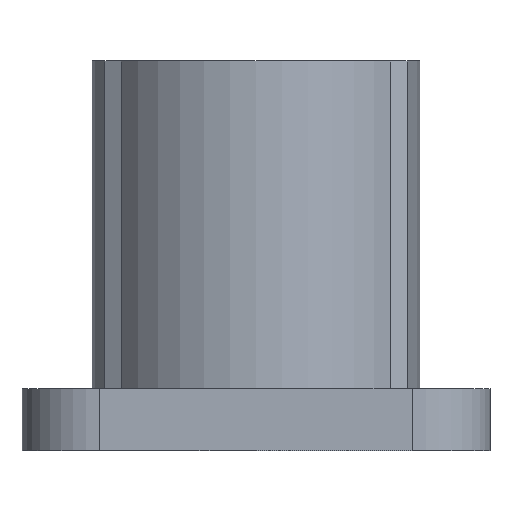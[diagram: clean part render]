
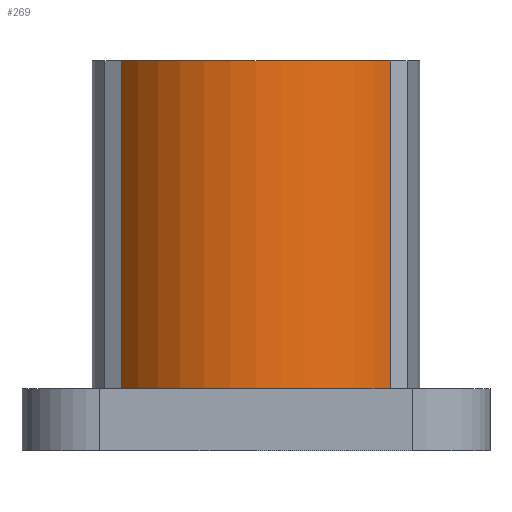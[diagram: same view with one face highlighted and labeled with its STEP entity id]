
A CAD part, left-side view. The second image highlights one B-rep face of the part: STEP entity #269.
In plain terms, the highlighted cylindrical face has radius 21 mm (diameter 42 mm), a partial arc.
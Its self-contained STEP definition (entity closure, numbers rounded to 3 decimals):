
#269 = ADVANCED_FACE( '', ( #579 ), #580, .T. );
#579 = FACE_OUTER_BOUND( '', #903, .T. );
#580 = CYLINDRICAL_SURFACE( '', #904, 21. );
#903 = EDGE_LOOP( '', ( #1667, #1668, #1669, #1670 ) );
#904 = AXIS2_PLACEMENT_3D( '', #1671, #1672, #1673 );
#1667 = ORIENTED_EDGE( '', *, *, #2034, .T. );
#1668 = ORIENTED_EDGE( '', *, *, #2127, .F. );
#1669 = ORIENTED_EDGE( '', *, *, #1993, .F. );
#1670 = ORIENTED_EDGE( '', *, *, #2100, .T. );
#1671 = CARTESIAN_POINT( '', ( 0., 0., 50. ) );
#1672 = DIRECTION( '', ( 0., 0., 1. ) );
#1673 = DIRECTION( '', ( -1., 0., 0. ) );
#1993 = EDGE_CURVE( '', #2440, #2442, #2443, .T. );
#2034 = EDGE_CURVE( '', #2505, #2503, #2506, .T. );
#2100 = EDGE_CURVE( '', #2440, #2505, #2591, .T. );
#2127 = EDGE_CURVE( '', #2442, #2503, #2621, .T. );
#2440 = VERTEX_POINT( '', #3067 );
#2442 = VERTEX_POINT( '', #3070 );
#2443 = CIRCLE( '', #3071, 21. );
#2503 = VERTEX_POINT( '', #3163 );
#2505 = VERTEX_POINT( '', #3166 );
#2506 = CIRCLE( '', #3167, 21. );
#2591 = LINE( '', #3286, #3287 );
#2621 = LINE( '', #3329, #3330 );
#3067 = CARTESIAN_POINT( '', ( -11.95, 17.268, 50. ) );
#3070 = CARTESIAN_POINT( '', ( -11.95, -17.268, 50. ) );
#3071 = AXIS2_PLACEMENT_3D( '', #3557, #3558, #3559 );
#3163 = CARTESIAN_POINT( '', ( -11.95, -17.268, 8. ) );
#3166 = CARTESIAN_POINT( '', ( -11.95, 17.268, 8. ) );
#3167 = AXIS2_PLACEMENT_3D( '', #3608, #3609, #3610 );
#3286 = CARTESIAN_POINT( '', ( -11.95, 17.268, 50. ) );
#3287 = VECTOR( '', #3698, 1000. );
#3329 = CARTESIAN_POINT( '', ( -11.95, -17.268, 50. ) );
#3330 = VECTOR( '', #3714, 1000. );
#3557 = CARTESIAN_POINT( '', ( 0., 0., 50. ) );
#3558 = DIRECTION( '', ( 0., 0., 1. ) );
#3559 = DIRECTION( '', ( 1., 0., 0. ) );
#3608 = CARTESIAN_POINT( '', ( 0., 0., 8. ) );
#3609 = DIRECTION( '', ( 0., 0., 1. ) );
#3610 = DIRECTION( '', ( 1., 0., 0. ) );
#3698 = DIRECTION( '', ( 0., 0., -1. ) );
#3714 = DIRECTION( '', ( 0., 0., -1. ) );
